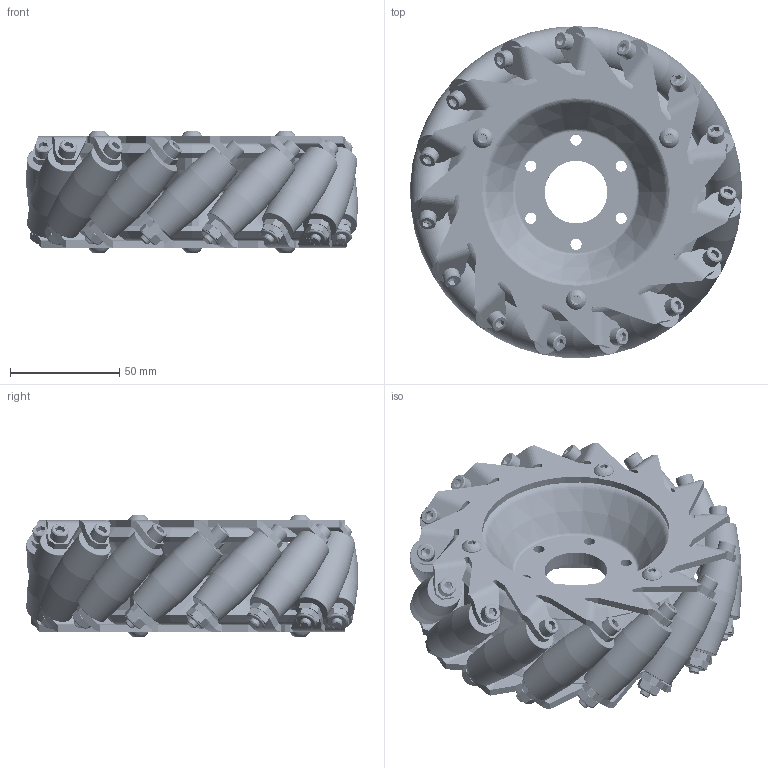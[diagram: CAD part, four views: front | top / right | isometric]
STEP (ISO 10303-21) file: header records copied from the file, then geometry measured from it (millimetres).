
FILE_DESCRIPTION (( 'STEP AP214' ), '1' );
FILE_NAME ('am-3479La 6 SR Mecanum Left with Standoffs.STEP', '2020-02-11T16:14:13', ( '' ), ( '' ), 'SwSTEP 2.0', 'SolidWorks 2019', '' );
FILE_SCHEMA (( 'AUTOMOTIVE_DESIGN' ));
Length unit declared in the file: inch
Products named in the file (26): am-3479_roller; am-3479La 6 SR Mecanum Left with Standoffs; ip-3479a_hub; am-3698_skin TPU v2; 91780A190_ALUM FEM THRDED HEX STANDOFF_91780A190; am-0676a Left Plate HD; am-0603 MBC Bushing MU04TH04; 10-32x2250_shcs_HX-SHCS 0.19-32x1.375x1-C; BHCS 10-32 x 0.500_91255A265; am-3698_core PC; am-0701a 6IN SR Roller Axle; 10-32 Nylock Jam Nut_90633A411
Assembly tree (133 placements, depth 3):
  am-3479La 6 SR Mecanum Left with Standoffs
    ip-3479a_hub  x2
    am-0676a Left Plate HD  x2
    am-3479_roller
      am-3698_core PC
      am-3698_skin TPU v2
      am-0603 MBC Bushing MU04TH04  x2
      am-0701a 6IN SR Roller Axle
    10-32x2250_shcs_HX-SHCS 0.19-32x1.375x1-C  x15
    10-32 Nylock Jam Nut_90633A411  x15
    am-3479_roller
      am-3698_core PC
      am-3698_skin TPU v2
      am-0603 MBC Bushing MU04TH04  x2
      am-0701a 6IN SR Roller Axle
    am-3479_roller
      am-3698_core PC
      am-3698_skin TPU v2
      am-0603 MBC Bushing MU04TH04  x2
      am-0701a 6IN SR Roller Axle
    am-3479_roller
      am-3698_core PC
      am-3698_skin TPU v2
      am-0603 MBC Bushing MU04TH04  x2
      am-0701a 6IN SR Roller Axle
    am-3479_roller
      am-3698_core PC
      am-3698_skin TPU v2
      am-0603 MBC Bushing MU04TH04  x2
      am-0701a 6IN SR Roller Axle
    am-3479_roller
      am-3698_core PC
      am-3698_skin TPU v2
      am-0603 MBC Bushing MU04TH04  x2
      am-0701a 6IN SR Roller Axle
    am-3479_roller
      am-3698_core PC
      am-3698_skin TPU v2
      am-0603 MBC Bushing MU04TH04  x2
      am-0701a 6IN SR Roller Axle
    am-3479_roller
      am-3698_core PC
      am-3698_skin TPU v2
      am-0603 MBC Bushing MU04TH04  x2
      am-0701a 6IN SR Roller Axle
    am-3479_roller
      am-3698_core PC
      am-3698_skin TPU v2
      am-0603 MBC Bushing MU04TH04  x2
      am-0701a 6IN SR Roller Axle
    am-3479_roller
      am-3698_core PC
      am-3698_skin TPU v2
      am-0603 MBC Bushing MU04TH04  x2
      am-0701a 6IN SR Roller Axle
    am-3479_roller
      am-3698_core PC
      am-3698_skin TPU v2
      am-0603 MBC Bushing MU04TH04  x2
      am-0701a 6IN SR Roller Axle
Bounding box: 151.7 x 151.54 x 55.93 mm (x, y, z)
Volume: 316523.4 mm3; surface area: 274248 mm2
Topology: 133 solids, 133 shells, 2330 faces, 5108 edges, 3147 vertices
Faces by surface type: plane 1017, cone 538, cylinder 526, torus 207, bspline 36, sphere 6
Full cylindrical faces by diameter (mm): 4.091 x15, 4.178 x45, 4.826 x75, 4.877 x15, 4.953 x6, 5.105 x12, 5.156 x36, 6.08 x15, 6.35 x45, 6.502 x15, 7.937 x15, 7.938 x60, 9.169 x6, 28.575 x2, 85.725 x2
Entity records: 27782 total; most frequent: CARTESIAN_POINT 17240, DIRECTION 2104, ORIENTED_EDGE 1684, EDGE_CURVE 842, AXIS2_PLACEMENT_3D 818, EDGE_LOOP 576, VERTEX_POINT 550, FACE_OUTER_BOUND 476
